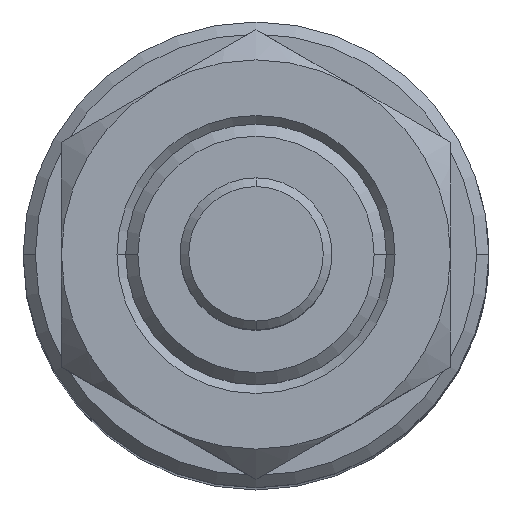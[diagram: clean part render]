
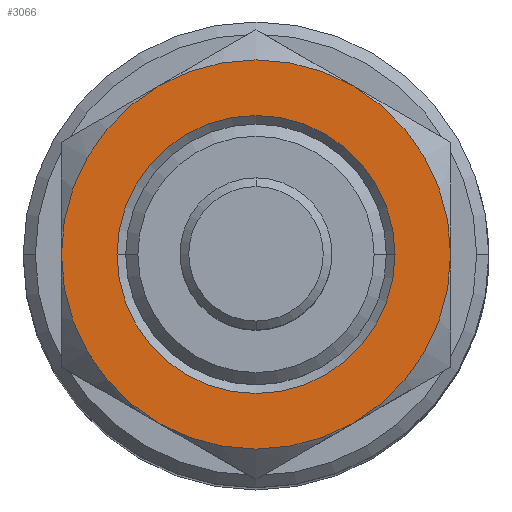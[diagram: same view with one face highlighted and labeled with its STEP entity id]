
A CAD part, top view. The second image highlights one B-rep face of the part: STEP entity #3066.
In plain terms, the highlighted planar face has unit normal (0, 0, 1).
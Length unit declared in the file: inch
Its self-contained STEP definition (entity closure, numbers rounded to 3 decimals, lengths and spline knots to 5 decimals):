
#5 = VERTEX_POINT ( 'NONE', #188 ) ;
#17 = CARTESIAN_POINT ( 'NONE',  ( 0., 0., 0.21 ) ) ;
#80 = CIRCLE ( 'NONE', #1468, 0.56 ) ;
#122 = DIRECTION ( 'NONE',  ( -1., 0., 0. ) ) ;
#188 = CARTESIAN_POINT ( 'NONE',  ( 0.56, 0., 0.21 ) ) ;
#204 = ORIENTED_EDGE ( 'NONE', *, *, #2666, .F. ) ;
#224 = ORIENTED_EDGE ( 'NONE', *, *, #503, .T. ) ;
#261 = DIRECTION ( 'NONE',  ( -1., 0., 0. ) ) ;
#395 = CARTESIAN_POINT ( 'NONE',  ( 0., 0., 0.21 ) ) ;
#436 = CIRCLE ( 'NONE', #1915, 0.4 ) ;
#449 = VERTEX_POINT ( 'NONE', #972 ) ;
#496 = AXIS2_PLACEMENT_3D ( 'NONE', #1134, #1385, #3130 ) ;
#503 = EDGE_CURVE ( 'NONE', #2821, #577, #436, .T. ) ;
#577 = VERTEX_POINT ( 'NONE', #2324 ) ;
#620 = CARTESIAN_POINT ( 'NONE',  ( 0.28, 0.48497, 0.21 ) ) ;
#701 = FACE_BOUND ( 'NONE', #1900, .T. ) ;
#734 = CIRCLE ( 'NONE', #2652, 0.56 ) ;
#958 = CARTESIAN_POINT ( 'NONE',  ( 0., 0., 0.21 ) ) ;
#972 = CARTESIAN_POINT ( 'NONE',  ( 0.28, -0.48497, 0.21 ) ) ;
#982 = VERTEX_POINT ( 'NONE', #2053 ) ;
#997 = DIRECTION ( 'NONE',  ( 0., 0., -1. ) ) ;
#1014 = ORIENTED_EDGE ( 'NONE', *, *, #1236, .F. ) ;
#1044 = DIRECTION ( 'NONE',  ( 0., 0., -1. ) ) ;
#1048 = DIRECTION ( 'NONE',  ( 0., 0., 1. ) ) ;
#1089 = CARTESIAN_POINT ( 'NONE',  ( 0., 0., 0.21 ) ) ;
#1093 = EDGE_CURVE ( 'NONE', #5, #449, #2638, .T. ) ;
#1123 = PLANE ( 'NONE',  #496 ) ;
#1134 = CARTESIAN_POINT ( 'NONE',  ( 0.56, 0.96995, 0.21 ) ) ;
#1136 = CARTESIAN_POINT ( 'NONE',  ( 0., 0., 0.21 ) ) ;
#1140 = CIRCLE ( 'NONE', #2920, 0.56 ) ;
#1151 = ORIENTED_EDGE ( 'NONE', *, *, #2761, .T. ) ;
#1158 = CIRCLE ( 'NONE', #2550, 0.56 ) ;
#1179 = VERTEX_POINT ( 'NONE', #2107 ) ;
#1199 = EDGE_CURVE ( 'NONE', #982, #3056, #1302, .T. ) ;
#1210 = DIRECTION ( 'NONE',  ( -1., 0., 0. ) ) ;
#1236 = EDGE_CURVE ( 'NONE', #1179, #3026, #1158, .T. ) ;
#1302 = CIRCLE ( 'NONE', #1542, 0.56 ) ;
#1338 = ORIENTED_EDGE ( 'NONE', *, *, #1093, .F. ) ;
#1341 = DIRECTION ( 'NONE',  ( -1., 0., 0. ) ) ;
#1385 = DIRECTION ( 'NONE',  ( 0., 0., -1. ) ) ;
#1387 = DIRECTION ( 'NONE',  ( -1., 0., 0. ) ) ;
#1468 = AXIS2_PLACEMENT_3D ( 'NONE', #17, #1772, #261 ) ;
#1531 = CARTESIAN_POINT ( 'NONE',  ( 0.4, 0., 0.21 ) ) ;
#1542 = AXIS2_PLACEMENT_3D ( 'NONE', #1136, #2890, #1387 ) ;
#1632 = DIRECTION ( 'NONE',  ( 0., 0., -1. ) ) ;
#1648 = EDGE_CURVE ( 'NONE', #577, #2821, #1893, .T. ) ;
#1746 = AXIS2_PLACEMENT_3D ( 'NONE', #958, #2705, #1210 ) ;
#1772 = DIRECTION ( 'NONE',  ( 0., 0., -1. ) ) ;
#1893 = CIRCLE ( 'NONE', #1746, 0.4 ) ;
#1900 = EDGE_LOOP ( 'NONE', ( #224, #2606 ) ) ;
#1915 = AXIS2_PLACEMENT_3D ( 'NONE', #2544, #1044, #2794 ) ;
#2053 = CARTESIAN_POINT ( 'NONE',  ( -0.28, 0.48497, 0.21 ) ) ;
#2107 = CARTESIAN_POINT ( 'NONE',  ( -0.28, -0.48497, 0.21 ) ) ;
#2324 = CARTESIAN_POINT ( 'NONE',  ( -0.4, 0., 0.21 ) ) ;
#2399 = FACE_OUTER_BOUND ( 'NONE', #2802, .T. ) ;
#2469 = ORIENTED_EDGE ( 'NONE', *, *, #3037, .F. ) ;
#2544 = CARTESIAN_POINT ( 'NONE',  ( 0., 0., 0.21 ) ) ;
#2550 = AXIS2_PLACEMENT_3D ( 'NONE', #395, #997, #2741 ) ;
#2553 = CARTESIAN_POINT ( 'NONE',  ( 0., 0., 0.21 ) ) ;
#2575 = AXIS2_PLACEMENT_3D ( 'NONE', #1089, #2843, #1341 ) ;
#2606 = ORIENTED_EDGE ( 'NONE', *, *, #1648, .T. ) ;
#2613 = CARTESIAN_POINT ( 'NONE',  ( -0.56, 0., 0.21 ) ) ;
#2638 = CIRCLE ( 'NONE', #2575, 0.56 ) ;
#2652 = AXIS2_PLACEMENT_3D ( 'NONE', #2553, #1048, #2798 ) ;
#2666 = EDGE_CURVE ( 'NONE', #449, #1179, #80, .T. ) ;
#2705 = DIRECTION ( 'NONE',  ( 0., 0., -1. ) ) ;
#2741 = DIRECTION ( 'NONE',  ( -1., 0., 0. ) ) ;
#2761 = EDGE_CURVE ( 'NONE', #5, #3056, #734, .T. ) ;
#2794 = DIRECTION ( 'NONE',  ( -1., 0., 0. ) ) ;
#2798 = DIRECTION ( 'NONE',  ( 1., 0., 0. ) ) ;
#2802 = EDGE_LOOP ( 'NONE', ( #2469, #1014, #204, #1338, #1151, #2994 ) ) ;
#2821 = VERTEX_POINT ( 'NONE', #1531 ) ;
#2843 = DIRECTION ( 'NONE',  ( 0., 0., -1. ) ) ;
#2890 = DIRECTION ( 'NONE',  ( 0., 0., -1. ) ) ;
#2920 = AXIS2_PLACEMENT_3D ( 'NONE', #3121, #1632, #122 ) ;
#2994 = ORIENTED_EDGE ( 'NONE', *, *, #1199, .F. ) ;
#3026 = VERTEX_POINT ( 'NONE', #2613 ) ;
#3037 = EDGE_CURVE ( 'NONE', #3026, #982, #1140, .T. ) ;
#3056 = VERTEX_POINT ( 'NONE', #620 ) ;
#3066 = ADVANCED_FACE ( 'NONE', ( #701, #2399 ), #1123, .F. ) ;
#3121 = CARTESIAN_POINT ( 'NONE',  ( 0., 0., 0.21 ) ) ;
#3130 = DIRECTION ( 'NONE',  ( -1., 0., 0. ) ) ;
